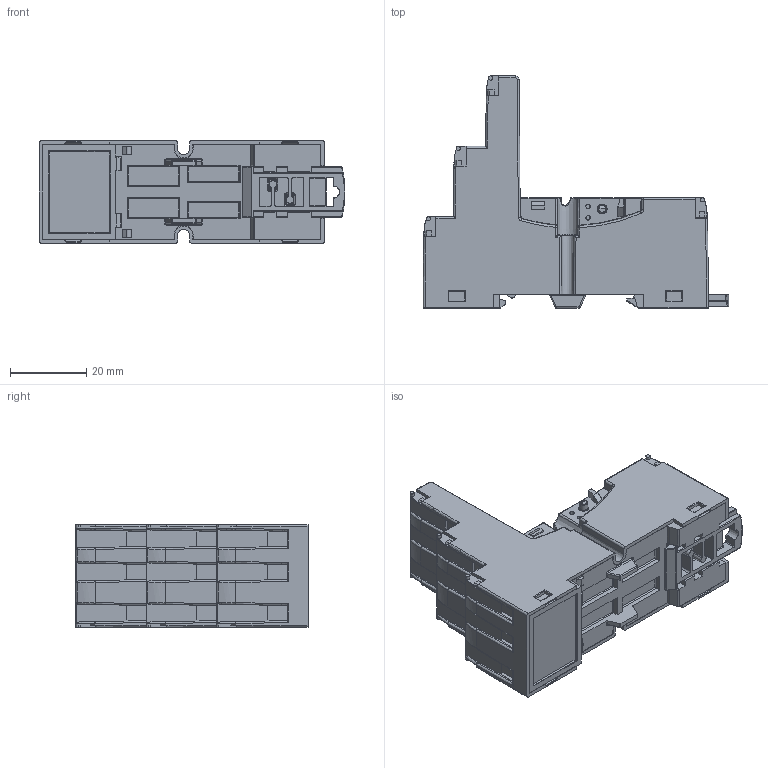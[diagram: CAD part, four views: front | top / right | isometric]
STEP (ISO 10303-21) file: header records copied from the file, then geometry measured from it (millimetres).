
FILE_DESCRIPTION (( 'STEP AP214' ), '1' );
FILE_NAME ('GZM3.STEP', '2016-05-30T08:30:26', ( '' ), ( '' ), 'SwSTEP 2.0', 'SolidWorks 2016', '' );
FILE_SCHEMA (( 'AUTOMOTIVE_DESIGN' ));
Length unit declared in the file: millimetre
Products named in the file (4): GZM3; GZT4-0015 - Wkrêt krzy¿owy M3x8; Podstawa GZM3; GZM-2000.1 Zaczep na szynê DIN
Assembly tree (14 placements, depth 2):
  GZM3
    Podstawa GZM3
    GZM-2000.1 Zaczep na szynê DIN
    GZT4-0015 - Wkrêt krzy¿owy M3x8  x12
Bounding box: 80.4 x 61 x 26.9 mm (x, y, z)
Volume: 59335 mm3; surface area: 20729.7 mm2
Topology: 14 solids, 27 shells, 2738 faces, 6665 edges, 3918 vertices
Faces by surface type: plane 1039, cylinder 774, bspline 392, torus 299, sphere 138, cone 96
Entity records: 51296 total; most frequent: CARTESIAN_POINT 13910, ORIENTED_EDGE 8236, DIRECTION 7270, EDGE_CURVE 4118, VERTEX_POINT 2565, LINE 2428, VECTOR 2428, AXIS2_PLACEMENT_3D 2421
